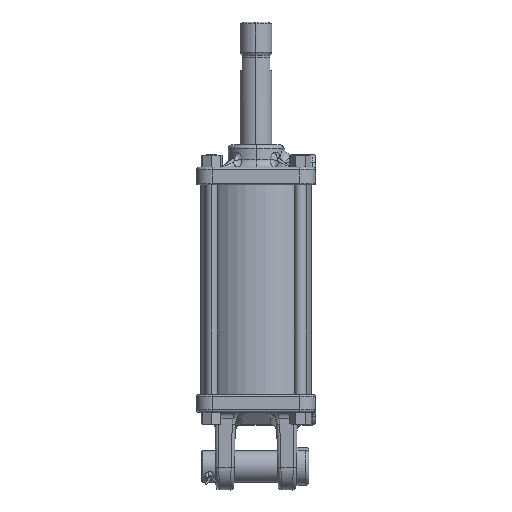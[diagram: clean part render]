
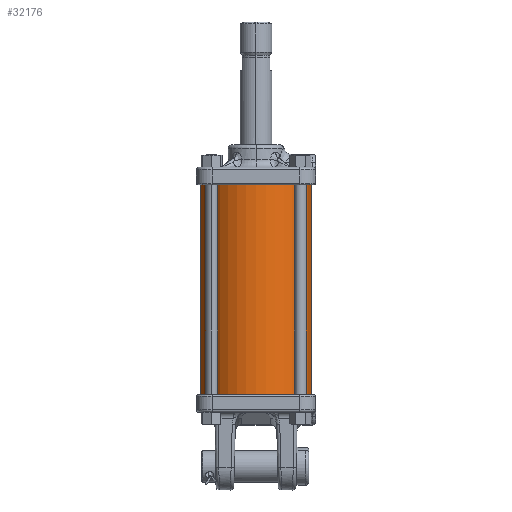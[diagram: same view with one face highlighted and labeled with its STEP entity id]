
A CAD part, front view. The second image highlights one B-rep face of the part: STEP entity #32176.
In plain terms, the highlighted cylindrical face has radius 44.45 mm (diameter 88.9 mm), a partial arc.
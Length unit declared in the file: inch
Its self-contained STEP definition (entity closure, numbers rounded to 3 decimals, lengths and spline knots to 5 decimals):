
#237 = EDGE_CURVE ( 'NONE', #7822, #10279, #30199, .T. ) ;
#2226 = ORIENTED_EDGE ( 'NONE', *, *, #18702, .F. ) ;
#2258 = AXIS2_PLACEMENT_3D ( 'NONE', #26928, #34696, #29627 ) ;
#2609 = DIRECTION ( 'NONE',  ( 0., 0., -1. ) ) ;
#2848 = FACE_OUTER_BOUND ( 'NONE', #33938, .T. ) ;
#3106 = AXIS2_PLACEMENT_3D ( 'NONE', #24675, #10773, #13301 ) ;
#3318 = CARTESIAN_POINT ( 'NONE',  ( -1.75, 0., 6.875 ) ) ;
#3960 = VERTEX_POINT ( 'NONE', #23175 ) ;
#6733 = CARTESIAN_POINT ( 'NONE',  ( -1.75, 0., 0. ) ) ;
#7822 = VERTEX_POINT ( 'NONE', #19294 ) ;
#8390 = CARTESIAN_POINT ( 'NONE',  ( 0., 0., 6.875 ) ) ;
#8589 = EDGE_CURVE ( 'NONE', #3960, #34149, #34360, .T. ) ;
#9272 = CARTESIAN_POINT ( 'NONE',  ( 1.75, 0., 6.875 ) ) ;
#10279 = VERTEX_POINT ( 'NONE', #6733 ) ;
#10365 = DIRECTION ( 'NONE',  ( 0., 0., 1. ) ) ;
#10773 = DIRECTION ( 'NONE',  ( 0., 0., -1. ) ) ;
#13132 = CYLINDRICAL_SURFACE ( 'NONE', #3106, 1.75 ) ;
#13228 = VECTOR ( 'NONE', #2609, 39.37008 ) ;
#13301 = DIRECTION ( 'NONE',  ( -1., 0., 0. ) ) ;
#14381 = VECTOR ( 'NONE', #23532, 39.37008 ) ;
#15795 = CIRCLE ( 'NONE', #23896, 1.75 ) ;
#18702 = EDGE_CURVE ( 'NONE', #7822, #3960, #15795, .T. ) ;
#19294 = CARTESIAN_POINT ( 'NONE',  ( -1.75, 0., 6.875 ) ) ;
#22578 = ORIENTED_EDGE ( 'NONE', *, *, #237, .T. ) ;
#23175 = CARTESIAN_POINT ( 'NONE',  ( 1.75, 0., 6.875 ) ) ;
#23532 = DIRECTION ( 'NONE',  ( 0., 0., -1. ) ) ;
#23896 = AXIS2_PLACEMENT_3D ( 'NONE', #8390, #10365, #24797 ) ;
#24675 = CARTESIAN_POINT ( 'NONE',  ( 0., 0., 6.875 ) ) ;
#24716 = CIRCLE ( 'NONE', #2258, 1.75 ) ;
#24797 = DIRECTION ( 'NONE',  ( 1., 0., 0. ) ) ;
#25408 = EDGE_CURVE ( 'NONE', #10279, #34149, #24716, .T. ) ;
#25655 = CARTESIAN_POINT ( 'NONE',  ( 1.75, 0., 0. ) ) ;
#26618 = ORIENTED_EDGE ( 'NONE', *, *, #8589, .F. ) ;
#26928 = CARTESIAN_POINT ( 'NONE',  ( 0., 0., 0. ) ) ;
#27155 = ORIENTED_EDGE ( 'NONE', *, *, #25408, .T. ) ;
#29627 = DIRECTION ( 'NONE',  ( 1., 0., 0. ) ) ;
#30199 = LINE ( 'NONE', #3318, #13228 ) ;
#32176 = ADVANCED_FACE ( 'NONE', ( #2848 ), #13132, .T. ) ;
#33938 = EDGE_LOOP ( 'NONE', ( #26618, #2226, #22578, #27155 ) ) ;
#34149 = VERTEX_POINT ( 'NONE', #25655 ) ;
#34360 = LINE ( 'NONE', #9272, #14381 ) ;
#34696 = DIRECTION ( 'NONE',  ( 0., 0., 1. ) ) ;
